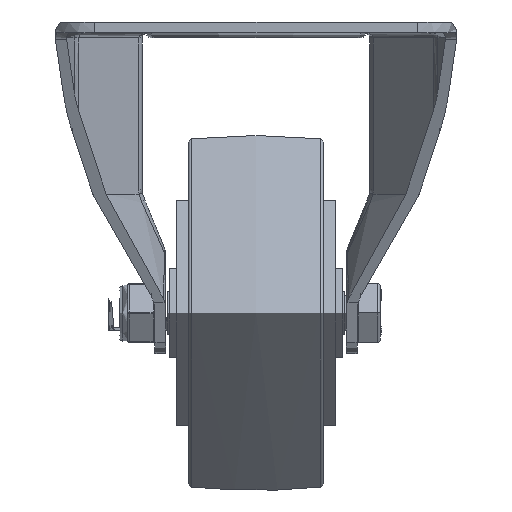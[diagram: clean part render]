
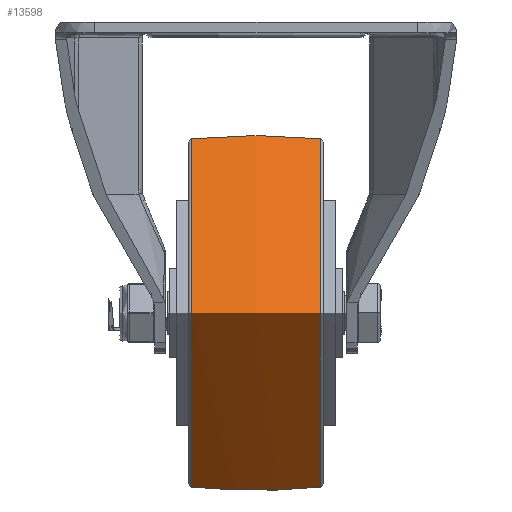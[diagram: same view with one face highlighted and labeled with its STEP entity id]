
A CAD part, left-side view. The second image highlights one B-rep face of the part: STEP entity #13598.
In plain terms, the highlighted free-form (B-spline) face has degree [2, 2] with [3, 9] control points.
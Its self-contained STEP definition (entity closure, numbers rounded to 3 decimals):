
#59=(
BOUNDED_SURFACE()
B_SPLINE_SURFACE(2,2,((#30170,#30171,#30172,#30173,#30174,#30175,#30176,
#30177,#30178),(#30179,#30180,#30181,#30182,#30183,#30184,#30185,#30186,
#30187),(#30188,#30189,#30190,#30191,#30192,#30193,#30194,#30195,#30196)),
 .UNSPECIFIED.,.F.,.T.,.F.)
B_SPLINE_SURFACE_WITH_KNOTS((3,3),(3,2,2,2,3),(-0.1,0.1),
(-3.142,-1.571,0.,1.571,3.142),
 .UNSPECIFIED.)
GEOMETRIC_REPRESENTATION_ITEM()
RATIONAL_B_SPLINE_SURFACE(((1.,0.707,1.,0.707,1.,
0.707,1.,0.707,1.),(0.995,0.704,
0.995,0.704,0.995,0.704,
0.995,0.704,0.995),(1.,0.707,
1.,0.707,1.,0.707,1.,0.707,1.)))
REPRESENTATION_ITEM('')
SURFACE()
);
#1951=FACE_OUTER_BOUND('',#2786,.T.);
#2786=EDGE_LOOP('',(#10389,#10390,#10391,#10392));
#5431=CIRCLE('',#14768,49.093);
#5432=CIRCLE('',#14769,181.);
#5433=CIRCLE('',#14770,49.093);
#6142=VERTEX_POINT('',#30167);
#6143=VERTEX_POINT('',#30197);
#7714=EDGE_CURVE('',#6142,#6142,#5431,.T.);
#7715=EDGE_CURVE('',#6142,#6143,#5432,.T.);
#7716=EDGE_CURVE('',#6143,#6143,#5433,.T.);
#10389=ORIENTED_EDGE('',*,*,#7714,.F.);
#10390=ORIENTED_EDGE('',*,*,#7715,.T.);
#10391=ORIENTED_EDGE('',*,*,#7716,.T.);
#10392=ORIENTED_EDGE('',*,*,#7715,.F.);
#13598=ADVANCED_FACE('',(#1951),#59,.F.);
#14768=AXIS2_PLACEMENT_3D('',#30169,#16662,#16663);
#14769=AXIS2_PLACEMENT_3D('',#30198,#16664,#16665);
#14770=AXIS2_PLACEMENT_3D('',#30199,#16666,#16667);
#16662=DIRECTION('center_axis',(0.,1.,0.));
#16663=DIRECTION('ref_axis',(0.,0.,1.));
#16664=DIRECTION('center_axis',(-1.,0.,0.));
#16665=DIRECTION('ref_axis',(0.,0.,-1.));
#16666=DIRECTION('center_axis',(0.,1.,0.));
#16667=DIRECTION('ref_axis',(0.,0.,1.));
#30167=CARTESIAN_POINT('',(0.,18.1,-49.093));
#30169=CARTESIAN_POINT('Origin',(0.,18.1,0.));
#30170=CARTESIAN_POINT('Ctrl Pts',(0.,-18.1,-49.093));
#30171=CARTESIAN_POINT('Ctrl Pts',(-49.093,-18.1,
-49.093));
#30172=CARTESIAN_POINT('Ctrl Pts',(-49.093,-18.1,
0.));
#30173=CARTESIAN_POINT('Ctrl Pts',(-49.093,-18.1,
49.093));
#30174=CARTESIAN_POINT('Ctrl Pts',(0.,-18.1,49.093));
#30175=CARTESIAN_POINT('Ctrl Pts',(49.093,-18.1,49.093));
#30176=CARTESIAN_POINT('Ctrl Pts',(49.093,-18.1,0.));
#30177=CARTESIAN_POINT('Ctrl Pts',(49.093,-18.1,-49.093));
#30178=CARTESIAN_POINT('Ctrl Pts',(0.,-18.1,-49.093));
#30179=CARTESIAN_POINT('Ctrl Pts',(0.,0.,-50.912));
#30180=CARTESIAN_POINT('Ctrl Pts',(-50.912,0.,
-50.912));
#30181=CARTESIAN_POINT('Ctrl Pts',(-50.912,0.,
0.));
#30182=CARTESIAN_POINT('Ctrl Pts',(-50.912,0.,
50.912));
#30183=CARTESIAN_POINT('Ctrl Pts',(0.,0.,50.912));
#30184=CARTESIAN_POINT('Ctrl Pts',(50.912,0.,
50.912));
#30185=CARTESIAN_POINT('Ctrl Pts',(50.912,0.,
0.));
#30186=CARTESIAN_POINT('Ctrl Pts',(50.912,0.,
-50.912));
#30187=CARTESIAN_POINT('Ctrl Pts',(0.,0.,-50.912));
#30188=CARTESIAN_POINT('Ctrl Pts',(0.,18.1,-49.093));
#30189=CARTESIAN_POINT('Ctrl Pts',(-49.093,18.1,-49.093));
#30190=CARTESIAN_POINT('Ctrl Pts',(-49.093,18.1,0.));
#30191=CARTESIAN_POINT('Ctrl Pts',(-49.093,18.1,49.093));
#30192=CARTESIAN_POINT('Ctrl Pts',(0.,18.1,49.093));
#30193=CARTESIAN_POINT('Ctrl Pts',(49.093,18.1,49.093));
#30194=CARTESIAN_POINT('Ctrl Pts',(49.093,18.1,0.));
#30195=CARTESIAN_POINT('Ctrl Pts',(49.093,18.1,-49.093));
#30196=CARTESIAN_POINT('Ctrl Pts',(0.,18.1,-49.093));
#30197=CARTESIAN_POINT('',(0.,-18.1,-49.093));
#30198=CARTESIAN_POINT('Origin',(0.,0.,
131.));
#30199=CARTESIAN_POINT('Origin',(0.,-18.1,0.));
